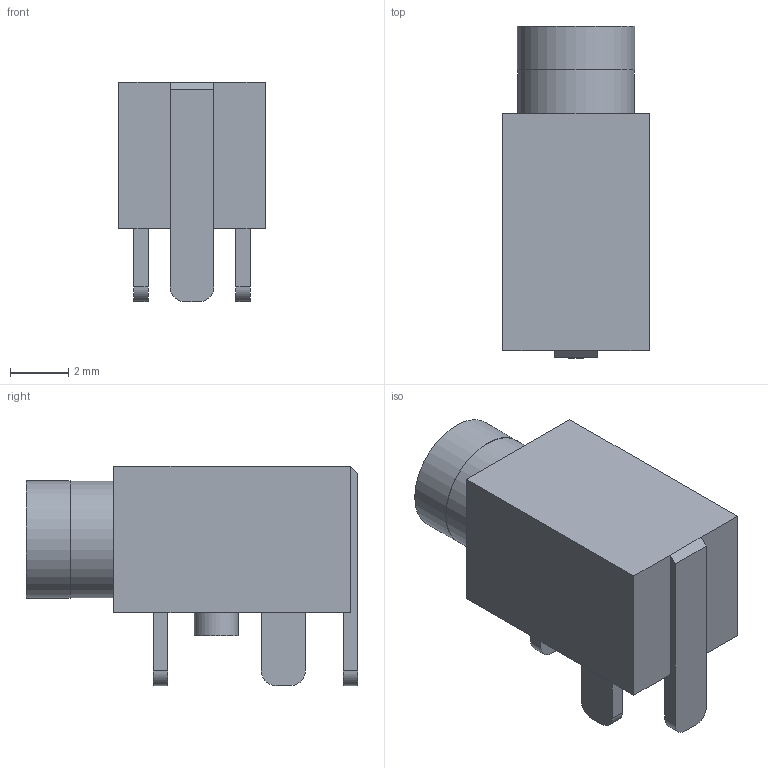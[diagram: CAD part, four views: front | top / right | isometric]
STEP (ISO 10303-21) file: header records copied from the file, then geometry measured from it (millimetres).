
FILE_DESCRIPTION(/* description */ ('STEP AP242','CAx-IF Rec.Pracs.---Representation and Presentation of Product Manufacturing Information (PMI)---4.0---2014-10-13','CAx-IF Rec.Pracs.---3D Tessellated Geometry---0.4---2014-09-14','2;1'),/* implementation_level */ '2;1');
FILE_NAME(/* name */ '63f8a33773b7670874fdff4b',/* time_stamp */ '2023-02-24T11:44:56+00:00',/* author */ (''),/* organization */ (''),/* preprocessor_version */ 'ST-DEVELOPER v18.102',/* originating_system */ ' ',/* authorisation */ ' ');
FILE_SCHEMA (('AP242_MANAGED_MODEL_BASED_3D_ENGINEERING_MIM_LF { 1 0 10303 442 1 1 4 }'));
Length unit declared in the file: metre
Products named in the file (1): Part 1
Bounding box: 5 x 11.35 x 7.5 mm (x, y, z)
Volume: 235 mm3; surface area: 319.6 mm2
Topology: 1 solids, 1 shells, 44 faces, 104 edges, 69 vertices
Faces by surface type: plane 32, cylinder 12
Full cylindrical faces by diameter (mm): 1.5 x1, 2.6 x1, 4 x1, 4.02 x1
Entity records: 1328 total; most frequent: DIRECTION 213, CARTESIAN_POINT 212, ORIENTED_EDGE 198, EDGE_CURVE 99, LINE 75, VECTOR 75, AXIS2_PLACEMENT_3D 69, VERTEX_POINT 68
